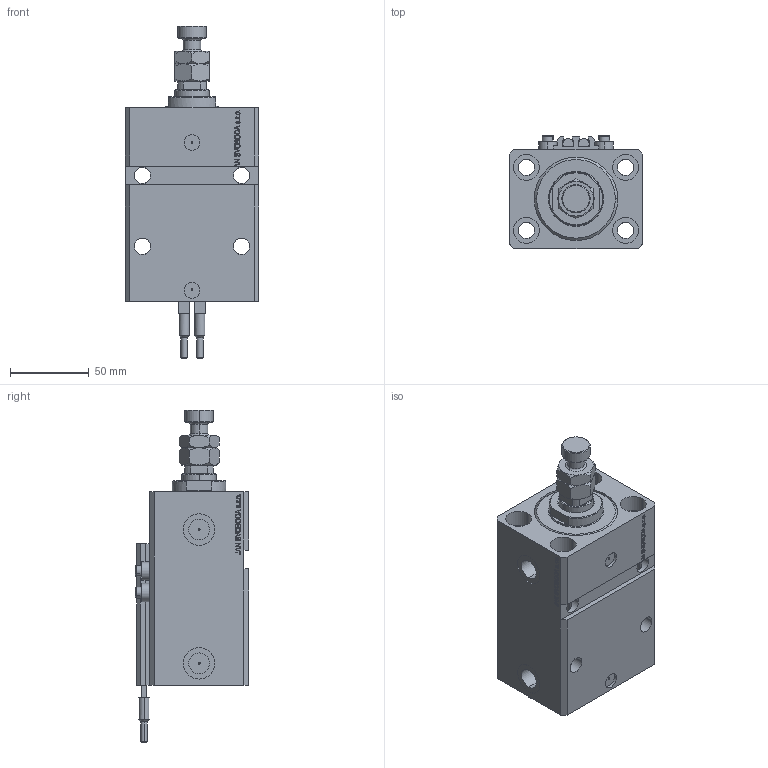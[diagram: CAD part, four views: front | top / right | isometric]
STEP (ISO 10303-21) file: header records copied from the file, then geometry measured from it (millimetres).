
FILE_DESCRIPTION (( 'STEP AP203' ), '1' );
FILE_NAME ('cc71.STEP', '2023-10-07T17:53:02', ( '' ), ( '' ), 'SwSTEP 2.0', 'SolidWorks 2019', '' );
FILE_SCHEMA (( 'CONFIG_CONTROL_DESIGN' ));
Length unit declared in the file: millimetre
Products named in the file (7): cc71; MFA f9b9232cc65b1368b937a1dbbc4292c0; ALLEN BOLT V250CE f9b9232cc65b1368b937a1dbbc4292c0; SWITCH_V250CE f9b9232cc65b1368b937a1dbbc4292c0; V250CE_E_Body f9b9232cc65b1368b937a1dbbc4292c0; V250CE_VC_E f9b9232cc65b1368b937a1dbbc4292c0; V250CE_C_VCP f9b9232cc65b1368b937a1dbbc4292c0
Assembly tree (10 placements, depth 2):
  cc71
    V250CE_E_Body f9b9232cc65b1368b937a1dbbc4292c0
    ALLEN BOLT V250CE f9b9232cc65b1368b937a1dbbc4292c0  x4
    V250CE_C_VCP f9b9232cc65b1368b937a1dbbc4292c0
    V250CE_VC_E f9b9232cc65b1368b937a1dbbc4292c0
    MFA f9b9232cc65b1368b937a1dbbc4292c0
    SWITCH_V250CE f9b9232cc65b1368b937a1dbbc4292c0  x2
Bounding box: 85 x 72 x 211 mm (x, y, z)
Volume: 570900.2 mm3; surface area: 125308.1 mm2
Topology: 11 solids, 11 shells, 1211 faces, 2983 edges, 1903 vertices
Faces by surface type: plane 583, bspline 356, cylinder 162, cone 88, torus 22
Entity records: 50579 total; most frequent: CARTESIAN_POINT 25671, ORIENTED_EDGE 5548, DIRECTION 3784, EDGE_CURVE 2774, VERTEX_POINT 1789, LINE 1652, VECTOR 1652, EDGE_LOOP 1249
